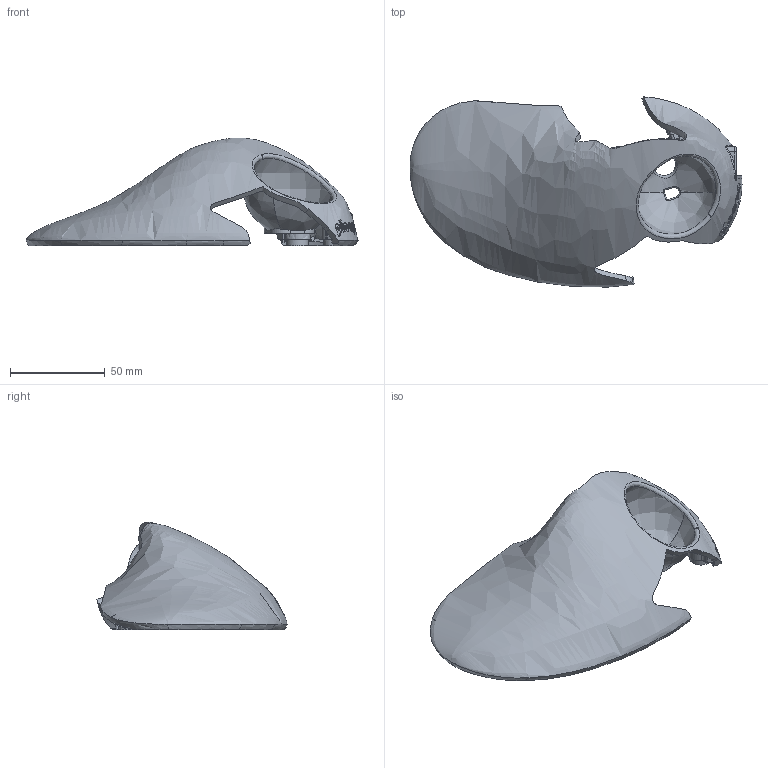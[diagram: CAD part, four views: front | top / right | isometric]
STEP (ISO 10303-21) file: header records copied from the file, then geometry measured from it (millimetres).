
FILE_DESCRIPTION(/* description */ (''),/* implementation_level */ '2;1');
FILE_NAME(/* name */ 'PLOOPY~1',/* time_stamp */ '2021-01-21T20:37:33+00:00',/* author */ (''),/* organization */ (''),/* preprocessor_version */ 'ST-DEVELOPER v16.5',/* originating_system */ '',/* authorisation */ '');
FILE_SCHEMA (('AUTOMOTIVE_DESIGN'));
Length unit declared in the file: millimetre
Products named in the file (1): Document
Bounding box: 175.3 x 100.44 x 56.96 mm (x, y, z)
Volume: 63397.5 mm3; surface area: 43738.1 mm2
Topology: 1 solids, 1 shells, 552 faces, 1477 edges, 954 vertices
Faces by surface type: bspline 464, plane 88
Entity records: 110706 total; most frequent: CARTESIAN_POINT 101720, ORIENTED_EDGE 2952, EDGE_CURVE 1476, B_SPLINE_CURVE_WITH_KNOTS 1225, VERTEX_POINT 954, EDGE_LOOP 586, ADVANCED_FACE 552, FACE_OUTER_BOUND 552
